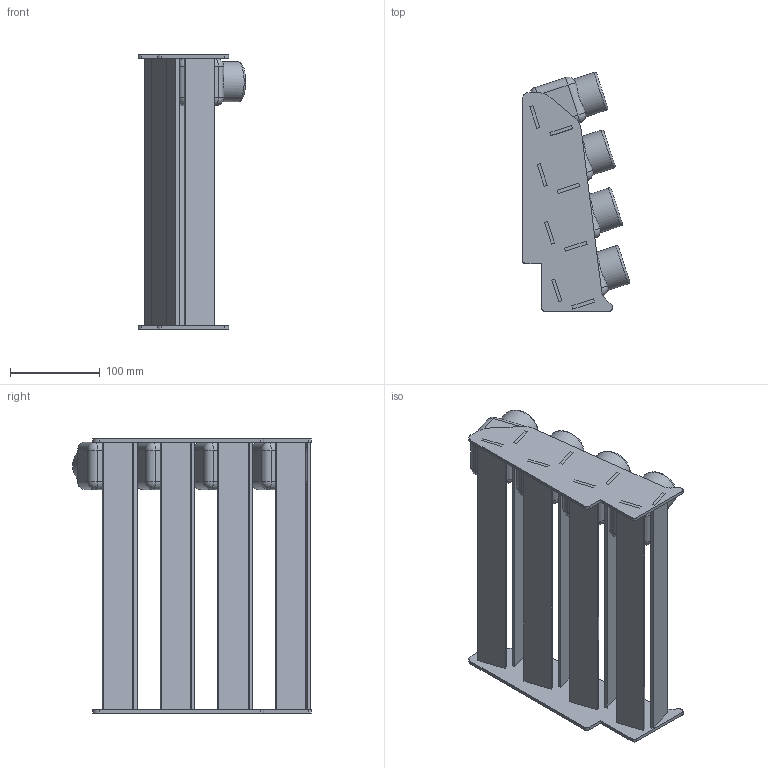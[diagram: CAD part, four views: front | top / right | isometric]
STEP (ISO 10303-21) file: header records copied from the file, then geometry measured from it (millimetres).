
FILE_DESCRIPTION(/* description */ (''),/* implementation_level */ '2;1');
FILE_NAME(/* name */ 'Spice Rack.step',/* time_stamp */ '2021-01-24T12:46:05-08:00',/* author */ ('RobDJ7LK'),/* organization */ (''),/* preprocessor_version */ 'ST-DEVELOPER v18',/* originating_system */ 'Autodesk Translation Framework v8.2.0.1029',/* authorisation */ '');
FILE_SCHEMA (('AUTOMOTIVE_DESIGN { 1 0 10303 214 3 1 1 }'));
Length unit declared in the file: inch
Products named in the file (4): Spice Rack 2; Rack Left; Rack Right; Crossbeam
Assembly tree (3 placements, depth 2):
  Spice Rack 2
    Rack Left
    Rack Right
    Crossbeam
Bounding box: 119.73 x 266.47 x 305.61 mm (x, y, z)
Volume: 1127128.8 mm3; surface area: 329497.9 mm2
Topology: 14 solids, 14 shells, 338 faces, 838 edges, 528 vertices
Faces by surface type: plane 236, cylinder 66, sphere 32, torus 4
Full cylindrical faces by diameter (mm): 44.45 x4
Entity records: 10203 total; most frequent: CARTESIAN_POINT 1927, ORIENTED_EDGE 1676, DIRECTION 1668, EDGE_CURVE 838, LINE 658, VECTOR 658, VERTEX_POINT 528, AXIS2_PLACEMENT_3D 505
